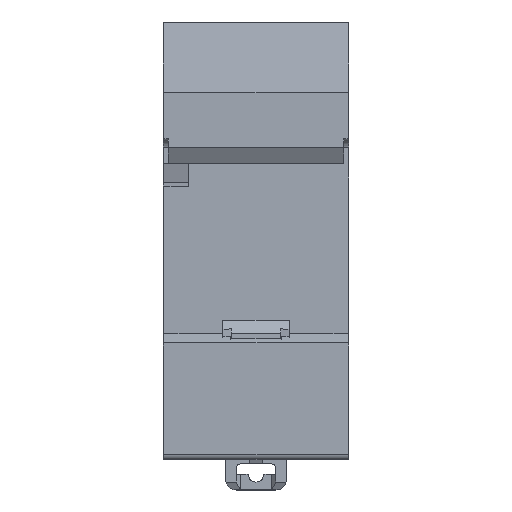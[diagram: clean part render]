
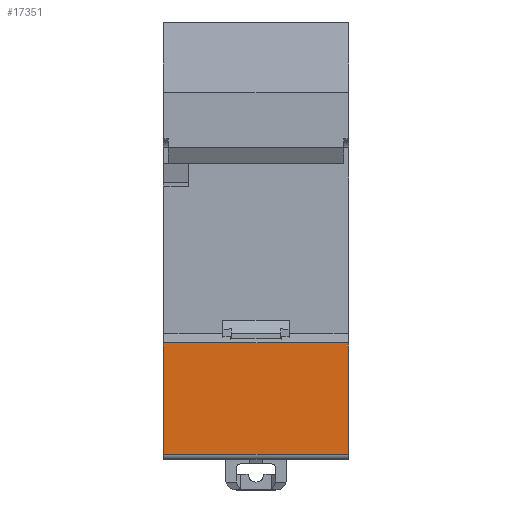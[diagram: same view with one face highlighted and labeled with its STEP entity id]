
A CAD part, top view. The second image highlights one B-rep face of the part: STEP entity #17351.
In plain terms, the highlighted face is planar.
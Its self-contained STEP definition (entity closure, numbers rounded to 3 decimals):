
#727 = EDGE_CURVE ( 'NONE', #25148, #20270, #27603, .T. ) ;
#1247 = EDGE_CURVE ( 'NONE', #11780, #13623, #27967, .T. ) ;
#2253 = ORIENTED_EDGE ( 'NONE', *, *, #727, .F. ) ;
#3116 = DIRECTION ( 'NONE',  ( -1., 0., 0. ) ) ;
#3285 = ORIENTED_EDGE ( 'NONE', *, *, #1247, .F. ) ;
#4726 = ORIENTED_EDGE ( 'NONE', *, *, #12135, .F. ) ;
#5360 = ORIENTED_EDGE ( 'NONE', *, *, #20548, .F. ) ;
#5880 = PLANE ( 'NONE',  #20599 ) ;
#6745 = VECTOR ( 'NONE', #10377, 1000. ) ;
#9877 = CARTESIAN_POINT ( 'NONE',  ( 35.2, 1., -47.2 ) ) ;
#10377 = DIRECTION ( 'NONE',  ( -1., 0., 0. ) ) ;
#10569 = LINE ( 'NONE', #37614, #6745 ) ;
#11780 = VERTEX_POINT ( 'NONE', #24986 ) ;
#12135 = EDGE_CURVE ( 'NONE', #20270, #11780, #10569, .T. ) ;
#13028 = DIRECTION ( 'NONE',  ( 0., 1., 0. ) ) ;
#13623 = VERTEX_POINT ( 'NONE', #21008 ) ;
#13717 = CARTESIAN_POINT ( 'NONE',  ( 35.2, 1., -47.2 ) ) ;
#14076 = VECTOR ( 'NONE', #23404, 1000. ) ;
#15630 = VECTOR ( 'NONE', #28346, 1000. ) ;
#17351 = ADVANCED_FACE ( 'NONE', ( #36064 ), #5880, .T. ) ;
#17566 = EDGE_LOOP ( 'NONE', ( #2253, #5360, #3285, #4726 ) ) ;
#19075 = CARTESIAN_POINT ( 'NONE',  ( 35.2, 22.243, -47.2 ) ) ;
#20254 = LINE ( 'NONE', #35887, #14076 ) ;
#20270 = VERTEX_POINT ( 'NONE', #19075 ) ;
#20548 = EDGE_CURVE ( 'NONE', #13623, #25148, #20254, .T. ) ;
#20599 = AXIS2_PLACEMENT_3D ( 'NONE', #30114, #29925, #3116 ) ;
#21008 = CARTESIAN_POINT ( 'NONE',  ( 0., 1., -47.2 ) ) ;
#21901 = VECTOR ( 'NONE', #13028, 1000. ) ;
#23404 = DIRECTION ( 'NONE',  ( 1., 0., 0. ) ) ;
#24986 = CARTESIAN_POINT ( 'NONE',  ( 0., 22.243, -47.2 ) ) ;
#25148 = VERTEX_POINT ( 'NONE', #13717 ) ;
#27603 = LINE ( 'NONE', #9877, #21901 ) ;
#27967 = LINE ( 'NONE', #37075, #15630 ) ;
#28346 = DIRECTION ( 'NONE',  ( 0., -1., 0. ) ) ;
#29925 = DIRECTION ( 'NONE',  ( 0., 0., -1. ) ) ;
#30114 = CARTESIAN_POINT ( 'NONE',  ( 26.45, 2.25, -47.2 ) ) ;
#35887 = CARTESIAN_POINT ( 'NONE',  ( 17.6, 1., -47.2 ) ) ;
#36064 = FACE_OUTER_BOUND ( 'NONE', #17566, .T. ) ;
#37075 = CARTESIAN_POINT ( 'NONE',  ( 0., 22.243, -47.2 ) ) ;
#37614 = CARTESIAN_POINT ( 'NONE',  ( 35.2, 22.243, -47.2 ) ) ;
